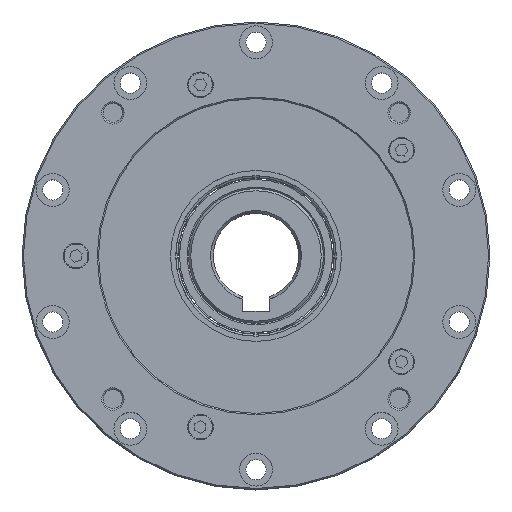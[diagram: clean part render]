
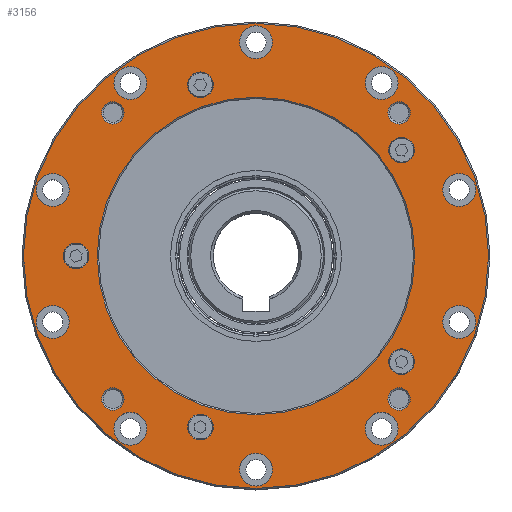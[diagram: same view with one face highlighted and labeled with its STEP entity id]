
A CAD part, top view. The second image highlights one B-rep face of the part: STEP entity #3156.
In plain terms, the highlighted planar face has unit normal (0, 0, 1).
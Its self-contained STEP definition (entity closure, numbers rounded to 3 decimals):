
#1269=PLANE('',#12684);
#1937=FACE_BOUND('',#4741,.T.);
#1938=FACE_BOUND('',#4742,.T.);
#1939=FACE_BOUND('',#4743,.T.);
#1940=FACE_BOUND('',#4744,.T.);
#1941=FACE_BOUND('',#4745,.T.);
#1942=FACE_BOUND('',#4746,.T.);
#1943=FACE_BOUND('',#4747,.T.);
#1944=FACE_BOUND('',#4748,.T.);
#1945=FACE_BOUND('',#4749,.T.);
#1946=FACE_BOUND('',#4750,.T.);
#1947=FACE_BOUND('',#4751,.T.);
#1948=FACE_BOUND('',#4752,.T.);
#1949=FACE_BOUND('',#4753,.T.);
#1950=FACE_BOUND('',#4754,.T.);
#1951=FACE_BOUND('',#4755,.T.);
#1952=FACE_BOUND('',#4756,.T.);
#1953=FACE_BOUND('',#4757,.T.);
#1954=FACE_BOUND('',#4758,.T.);
#1955=FACE_BOUND('',#4759,.T.);
#1956=FACE_BOUND('',#4760,.T.);
#1957=FACE_BOUND('',#4761,.T.);
#3156=ADVANCED_FACE('',(#1937,#1938,#1939,#1940,#1941,#1942,#1943,#1944,
#1945,#1946,#1947,#1948,#1949,#1950,#1951,#1952,#1953,#1954,#1955,#1956,
#1957),#1269,.T.);
#4741=EDGE_LOOP('',(#8209));
#4742=EDGE_LOOP('',(#8210));
#4743=EDGE_LOOP('',(#8211));
#4744=EDGE_LOOP('',(#8212));
#4745=EDGE_LOOP('',(#8213));
#4746=EDGE_LOOP('',(#8214));
#4747=EDGE_LOOP('',(#8215));
#4748=EDGE_LOOP('',(#8216));
#4749=EDGE_LOOP('',(#8217));
#4750=EDGE_LOOP('',(#8218));
#4751=EDGE_LOOP('',(#8219));
#4752=EDGE_LOOP('',(#8220));
#4753=EDGE_LOOP('',(#8221));
#4754=EDGE_LOOP('',(#8222));
#4755=EDGE_LOOP('',(#8223));
#4756=EDGE_LOOP('',(#8224));
#4757=EDGE_LOOP('',(#8225));
#4758=EDGE_LOOP('',(#8226));
#4759=EDGE_LOOP('',(#8227));
#4760=EDGE_LOOP('',(#8228));
#4761=EDGE_LOOP('',(#8229));
#8209=ORIENTED_EDGE('',*,*,#10559,.T.);
#8210=ORIENTED_EDGE('',*,*,#10560,.T.);
#8211=ORIENTED_EDGE('',*,*,#10561,.T.);
#8212=ORIENTED_EDGE('',*,*,#10562,.T.);
#8213=ORIENTED_EDGE('',*,*,#10563,.T.);
#8214=ORIENTED_EDGE('',*,*,#10564,.T.);
#8215=ORIENTED_EDGE('',*,*,#10565,.T.);
#8216=ORIENTED_EDGE('',*,*,#10566,.T.);
#8217=ORIENTED_EDGE('',*,*,#10567,.T.);
#8218=ORIENTED_EDGE('',*,*,#10568,.T.);
#8219=ORIENTED_EDGE('',*,*,#10569,.T.);
#8220=ORIENTED_EDGE('',*,*,#10570,.T.);
#8221=ORIENTED_EDGE('',*,*,#10571,.T.);
#8222=ORIENTED_EDGE('',*,*,#10572,.T.);
#8223=ORIENTED_EDGE('',*,*,#10573,.T.);
#8224=ORIENTED_EDGE('',*,*,#10574,.T.);
#8225=ORIENTED_EDGE('',*,*,#10575,.T.);
#8226=ORIENTED_EDGE('',*,*,#10576,.T.);
#8227=ORIENTED_EDGE('',*,*,#10577,.T.);
#8228=ORIENTED_EDGE('',*,*,#10578,.T.);
#8229=ORIENTED_EDGE('',*,*,#10579,.T.);
#9312=VERTEX_POINT('',#19372);
#9313=VERTEX_POINT('',#19374);
#9314=VERTEX_POINT('',#19376);
#9315=VERTEX_POINT('',#19378);
#9316=VERTEX_POINT('',#19380);
#9317=VERTEX_POINT('',#19382);
#9318=VERTEX_POINT('',#19384);
#9319=VERTEX_POINT('',#19386);
#9320=VERTEX_POINT('',#19388);
#9321=VERTEX_POINT('',#19390);
#9322=VERTEX_POINT('',#19392);
#9323=VERTEX_POINT('',#19394);
#9324=VERTEX_POINT('',#19396);
#9325=VERTEX_POINT('',#19398);
#9326=VERTEX_POINT('',#19400);
#9327=VERTEX_POINT('',#19402);
#9328=VERTEX_POINT('',#19404);
#9329=VERTEX_POINT('',#19406);
#9330=VERTEX_POINT('',#19408);
#9331=VERTEX_POINT('',#19410);
#9332=VERTEX_POINT('',#19412);
#10559=EDGE_CURVE('',#9312,#9312,#11285,.T.);
#10560=EDGE_CURVE('',#9313,#9313,#11286,.T.);
#10561=EDGE_CURVE('',#9314,#9314,#11287,.T.);
#10562=EDGE_CURVE('',#9315,#9315,#11288,.T.);
#10563=EDGE_CURVE('',#9316,#9316,#11289,.T.);
#10564=EDGE_CURVE('',#9317,#9317,#11290,.T.);
#10565=EDGE_CURVE('',#9318,#9318,#11291,.T.);
#10566=EDGE_CURVE('',#9319,#9319,#11292,.T.);
#10567=EDGE_CURVE('',#9320,#9320,#11293,.T.);
#10568=EDGE_CURVE('',#9321,#9321,#11294,.T.);
#10569=EDGE_CURVE('',#9322,#9322,#11295,.T.);
#10570=EDGE_CURVE('',#9323,#9323,#11296,.T.);
#10571=EDGE_CURVE('',#9324,#9324,#11297,.T.);
#10572=EDGE_CURVE('',#9325,#9325,#11298,.T.);
#10573=EDGE_CURVE('',#9326,#9326,#11299,.T.);
#10574=EDGE_CURVE('',#9327,#9327,#11300,.T.);
#10575=EDGE_CURVE('',#9328,#9328,#11301,.T.);
#10576=EDGE_CURVE('',#9329,#9329,#11302,.T.);
#10577=EDGE_CURVE('',#9330,#9330,#11303,.T.);
#10578=EDGE_CURVE('',#9331,#9331,#11304,.T.);
#10579=EDGE_CURVE('',#9332,#9332,#11305,.T.);
#11285=CIRCLE('',#12663,2.85);
#11286=CIRCLE('',#12664,2.85);
#11287=CIRCLE('',#12665,2.85);
#11288=CIRCLE('',#12666,2.85);
#11289=CIRCLE('',#12667,2.85);
#11290=CIRCLE('',#12668,3.65);
#11291=CIRCLE('',#12669,3.65);
#11292=CIRCLE('',#12670,3.65);
#11293=CIRCLE('',#12671,3.65);
#11294=CIRCLE('',#12672,3.65);
#11295=CIRCLE('',#12673,3.65);
#11296=CIRCLE('',#12674,3.65);
#11297=CIRCLE('',#12675,3.65);
#11298=CIRCLE('',#12676,3.65);
#11299=CIRCLE('',#12677,51.7);
#11300=CIRCLE('',#12678,3.65);
#11301=CIRCLE('',#12679,2.5);
#11302=CIRCLE('',#12680,2.5);
#11303=CIRCLE('',#12681,2.5);
#11304=CIRCLE('',#12682,2.5);
#11305=CIRCLE('',#12683,35.3);
#12663=AXIS2_PLACEMENT_3D('',#19371,#15919,#15920);
#12664=AXIS2_PLACEMENT_3D('',#19373,#15921,#15922);
#12665=AXIS2_PLACEMENT_3D('',#19375,#15923,#15924);
#12666=AXIS2_PLACEMENT_3D('',#19377,#15925,#15926);
#12667=AXIS2_PLACEMENT_3D('',#19379,#15927,#15928);
#12668=AXIS2_PLACEMENT_3D('',#19381,#15929,#15930);
#12669=AXIS2_PLACEMENT_3D('',#19383,#15931,#15932);
#12670=AXIS2_PLACEMENT_3D('',#19385,#15933,#15934);
#12671=AXIS2_PLACEMENT_3D('',#19387,#15935,#15936);
#12672=AXIS2_PLACEMENT_3D('',#19389,#15937,#15938);
#12673=AXIS2_PLACEMENT_3D('',#19391,#15939,#15940);
#12674=AXIS2_PLACEMENT_3D('',#19393,#15941,#15942);
#12675=AXIS2_PLACEMENT_3D('',#19395,#15943,#15944);
#12676=AXIS2_PLACEMENT_3D('',#19397,#15945,#15946);
#12677=AXIS2_PLACEMENT_3D('',#19399,#15947,#15948);
#12678=AXIS2_PLACEMENT_3D('',#19401,#15949,#15950);
#12679=AXIS2_PLACEMENT_3D('',#19403,#15951,#15952);
#12680=AXIS2_PLACEMENT_3D('',#19405,#15953,#15954);
#12681=AXIS2_PLACEMENT_3D('',#19407,#15955,#15956);
#12682=AXIS2_PLACEMENT_3D('',#19409,#15957,#15958);
#12683=AXIS2_PLACEMENT_3D('',#19411,#15959,#15960);
#12684=AXIS2_PLACEMENT_3D('',#19413,#15961,#15962);
#15919=DIRECTION('',(0.,0.,-1.));
#15920=DIRECTION('',(-1.,0.,0.));
#15921=DIRECTION('',(0.,0.,-1.));
#15922=DIRECTION('',(-1.,0.,0.));
#15923=DIRECTION('',(0.,0.,-1.));
#15924=DIRECTION('',(-1.,0.,0.));
#15925=DIRECTION('',(0.,0.,-1.));
#15926=DIRECTION('',(-1.,0.,0.));
#15927=DIRECTION('',(0.,0.,-1.));
#15928=DIRECTION('',(-1.,0.,0.));
#15929=DIRECTION('',(0.,0.,-1.));
#15930=DIRECTION('',(-1.,0.,0.));
#15931=DIRECTION('',(0.,0.,-1.));
#15932=DIRECTION('',(-1.,0.,0.));
#15933=DIRECTION('',(0.,0.,-1.));
#15934=DIRECTION('',(-1.,0.,0.));
#15935=DIRECTION('',(0.,0.,-1.));
#15936=DIRECTION('',(-1.,0.,0.));
#15937=DIRECTION('',(0.,0.,-1.));
#15938=DIRECTION('',(-1.,0.,0.));
#15939=DIRECTION('',(0.,0.,-1.));
#15940=DIRECTION('',(-1.,0.,0.));
#15941=DIRECTION('',(0.,0.,-1.));
#15942=DIRECTION('',(-1.,0.,0.));
#15943=DIRECTION('',(0.,0.,-1.));
#15944=DIRECTION('',(-1.,0.,0.));
#15945=DIRECTION('',(0.,0.,-1.));
#15946=DIRECTION('',(-1.,0.,0.));
#15947=DIRECTION('',(0.,0.,1.));
#15948=DIRECTION('',(1.,0.,0.));
#15949=DIRECTION('',(0.,0.,-1.));
#15950=DIRECTION('',(-1.,0.,0.));
#15951=DIRECTION('',(0.,0.,-1.));
#15952=DIRECTION('',(1.,0.,0.));
#15953=DIRECTION('',(0.,0.,-1.));
#15954=DIRECTION('',(1.,0.,0.));
#15955=DIRECTION('',(0.,0.,-1.));
#15956=DIRECTION('',(1.,0.,0.));
#15957=DIRECTION('',(0.,0.,-1.));
#15958=DIRECTION('',(1.,0.,0.));
#15959=DIRECTION('',(0.,0.,-1.));
#15960=DIRECTION('',(1.,0.,0.));
#15961=DIRECTION('',(0.,0.,1.));
#15962=DIRECTION('',(1.,0.,0.));
#19371=CARTESIAN_POINT('',(-12.361,38.042,11.5));
#19372=CARTESIAN_POINT('',(-15.211,38.042,11.5));
#19373=CARTESIAN_POINT('',(32.361,23.511,11.5));
#19374=CARTESIAN_POINT('',(29.511,23.511,11.5));
#19375=CARTESIAN_POINT('',(32.361,-23.511,11.5));
#19376=CARTESIAN_POINT('',(29.511,-23.511,11.5));
#19377=CARTESIAN_POINT('',(-12.361,-38.042,11.5));
#19378=CARTESIAN_POINT('',(-15.211,-38.042,11.5));
#19379=CARTESIAN_POINT('',(-40.,0.,11.5));
#19380=CARTESIAN_POINT('',(-42.85,0.,11.5));
#19381=CARTESIAN_POINT('',(-27.92,-38.428,11.5));
#19382=CARTESIAN_POINT('',(-31.57,-38.428,11.5));
#19383=CARTESIAN_POINT('',(-45.175,-14.678,11.5));
#19384=CARTESIAN_POINT('',(-48.825,-14.678,11.5));
#19385=CARTESIAN_POINT('',(-45.175,14.678,11.5));
#19386=CARTESIAN_POINT('',(-48.825,14.678,11.5));
#19387=CARTESIAN_POINT('',(-27.92,38.428,11.5));
#19388=CARTESIAN_POINT('',(-31.57,38.428,11.5));
#19389=CARTESIAN_POINT('',(0.,47.5,11.5));
#19390=CARTESIAN_POINT('',(-3.65,47.5,11.5));
#19391=CARTESIAN_POINT('',(27.92,38.428,11.5));
#19392=CARTESIAN_POINT('',(24.27,38.428,11.5));
#19393=CARTESIAN_POINT('',(45.175,14.678,11.5));
#19394=CARTESIAN_POINT('',(41.525,14.678,11.5));
#19395=CARTESIAN_POINT('',(45.175,-14.678,11.5));
#19396=CARTESIAN_POINT('',(41.525,-14.678,11.5));
#19397=CARTESIAN_POINT('',(27.92,-38.428,11.5));
#19398=CARTESIAN_POINT('',(24.27,-38.428,11.5));
#19399=CARTESIAN_POINT('',(0.,0.,11.5));
#19400=CARTESIAN_POINT('',(51.7,0.,11.5));
#19401=CARTESIAN_POINT('',(0.,-47.5,11.5));
#19402=CARTESIAN_POINT('',(-3.65,-47.5,11.5));
#19403=CARTESIAN_POINT('',(31.82,-31.82,11.5));
#19404=CARTESIAN_POINT('',(34.32,-31.82,11.5));
#19405=CARTESIAN_POINT('',(-31.82,-31.82,11.5));
#19406=CARTESIAN_POINT('',(-29.32,-31.82,11.5));
#19407=CARTESIAN_POINT('',(-31.82,31.82,11.5));
#19408=CARTESIAN_POINT('',(-29.32,31.82,11.5));
#19409=CARTESIAN_POINT('',(31.82,31.82,11.5));
#19410=CARTESIAN_POINT('',(34.32,31.82,11.5));
#19411=CARTESIAN_POINT('',(0.,0.,11.5));
#19412=CARTESIAN_POINT('',(35.3,0.,11.5));
#19413=CARTESIAN_POINT('',(0.,0.,11.5));
